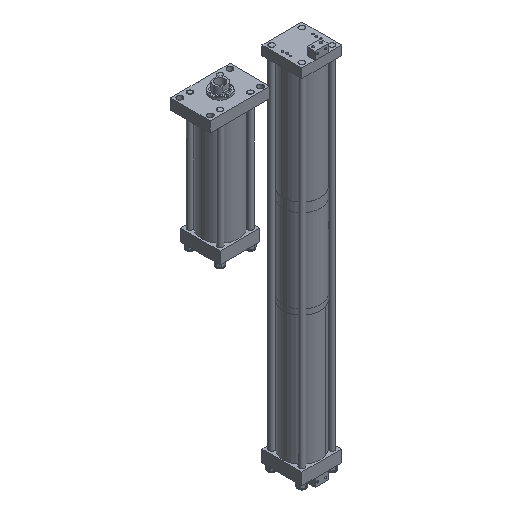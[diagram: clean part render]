
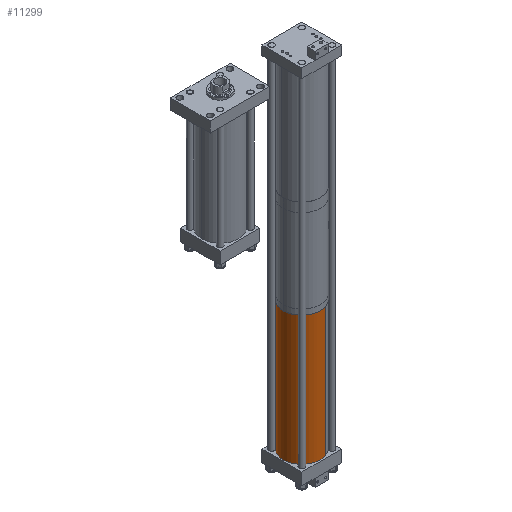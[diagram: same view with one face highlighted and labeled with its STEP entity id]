
A CAD part, isometric view. The second image highlights one B-rep face of the part: STEP entity #11299.
In plain terms, the highlighted cylindrical face has radius 88.9 mm (diameter 177.8 mm), a partial arc.
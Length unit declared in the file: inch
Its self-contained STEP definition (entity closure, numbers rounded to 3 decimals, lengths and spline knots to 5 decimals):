
#88 = AXIS2_PLACEMENT_3D ( 'NONE', #12965, #12913, #11690 ) ;
#155 = DIRECTION ( 'NONE',  ( 0., 0., 1. ) ) ;
#208 = DIRECTION ( 'NONE',  ( 1., 0., 0. ) ) ;
#304 = CARTESIAN_POINT ( 'NONE',  ( -3.5, 0., 0. ) ) ;
#721 = EDGE_CURVE ( 'NONE', #16015, #1792, #5025, .T. ) ;
#1792 = VERTEX_POINT ( 'NONE', #11120 ) ;
#2258 = VERTEX_POINT ( 'NONE', #4230 ) ;
#2455 = DIRECTION ( 'NONE',  ( 0., 0., 1. ) ) ;
#3726 = CARTESIAN_POINT ( 'NONE',  ( 0., 0., 0. ) ) ;
#3759 = FACE_OUTER_BOUND ( 'NONE', #16356, .T. ) ;
#4091 = CIRCLE ( 'NONE', #9291, 3.5 ) ;
#4230 = CARTESIAN_POINT ( 'NONE',  ( 3.5, 0., 0. ) ) ;
#4414 = VERTEX_POINT ( 'NONE', #304 ) ;
#4417 = VECTOR ( 'NONE', #11252, 39.37008 ) ;
#5025 = CIRCLE ( 'NONE', #6925, 3.5 ) ;
#5306 = CARTESIAN_POINT ( 'NONE',  ( 0., 0., 24.318 ) ) ;
#5338 = CARTESIAN_POINT ( 'NONE',  ( 3.5, 0., 24.318 ) ) ;
#5720 = EDGE_CURVE ( 'NONE', #16015, #2258, #10660, .T. ) ;
#5798 = EDGE_CURVE ( 'NONE', #2258, #4414, #4091, .T. ) ;
#6261 = ORIENTED_EDGE ( 'NONE', *, *, #721, .F. ) ;
#6925 = AXIS2_PLACEMENT_3D ( 'NONE', #5306, #155, #208 ) ;
#7289 = CARTESIAN_POINT ( 'NONE',  ( -3.5, 0., 24.318 ) ) ;
#7816 = LINE ( 'NONE', #7289, #4417 ) ;
#8183 = CARTESIAN_POINT ( 'NONE',  ( 3.5, 0., 24.318 ) ) ;
#8388 = ORIENTED_EDGE ( 'NONE', *, *, #14483, .F. ) ;
#8769 = DIRECTION ( 'NONE',  ( 1., 0., 0. ) ) ;
#9291 = AXIS2_PLACEMENT_3D ( 'NONE', #3726, #2455, #8769 ) ;
#10660 = LINE ( 'NONE', #8183, #15263 ) ;
#11120 = CARTESIAN_POINT ( 'NONE',  ( -3.5, 0., 24.318 ) ) ;
#11252 = DIRECTION ( 'NONE',  ( 0., 0., -1. ) ) ;
#11299 = ADVANCED_FACE ( 'NONE', ( #3759 ), #13766, .T. ) ;
#11690 = DIRECTION ( 'NONE',  ( -1., 0., 0. ) ) ;
#12913 = DIRECTION ( 'NONE',  ( 0., 0., -1. ) ) ;
#12965 = CARTESIAN_POINT ( 'NONE',  ( 0., 0., 24.318 ) ) ;
#13334 = DIRECTION ( 'NONE',  ( 0., 0., -1. ) ) ;
#13766 = CYLINDRICAL_SURFACE ( 'NONE', #88, 3.5 ) ;
#14483 = EDGE_CURVE ( 'NONE', #1792, #4414, #7816, .T. ) ;
#15263 = VECTOR ( 'NONE', #13334, 39.37008 ) ;
#15935 = ORIENTED_EDGE ( 'NONE', *, *, #5720, .T. ) ;
#16015 = VERTEX_POINT ( 'NONE', #5338 ) ;
#16186 = ORIENTED_EDGE ( 'NONE', *, *, #5798, .T. ) ;
#16356 = EDGE_LOOP ( 'NONE', ( #6261, #15935, #16186, #8388 ) ) ;
